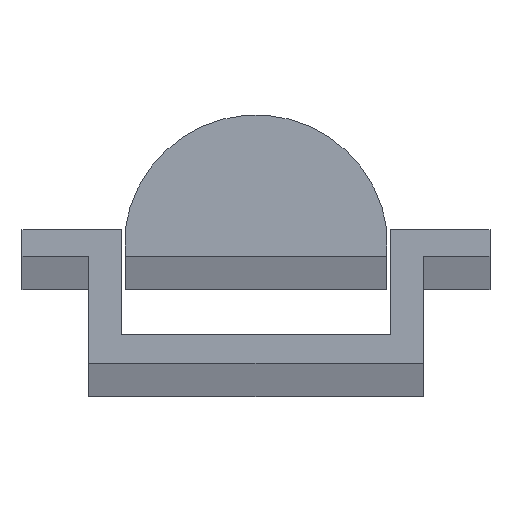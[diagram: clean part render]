
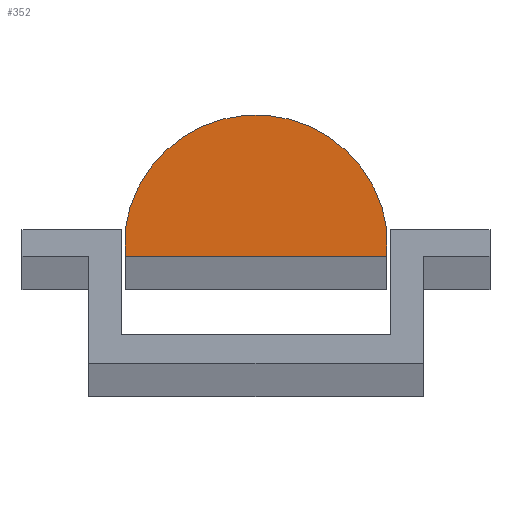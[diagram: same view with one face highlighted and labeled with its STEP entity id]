
A CAD part, top view. The second image highlights one B-rep face of the part: STEP entity #352.
In plain terms, the highlighted planar face has unit normal (0, 0, 1).
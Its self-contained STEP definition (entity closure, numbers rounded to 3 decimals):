
#19=CIRCLE('',#388,6.91);
#25=FACE_OUTER_BOUND('',#45,.T.);
#45=EDGE_LOOP('',(#252,#253,#254,#255));
#63=LINE('',#505,#109);
#66=LINE('',#514,#112);
#68=LINE('',#518,#114);
#109=VECTOR('',#411,10.);
#112=VECTOR('',#420,10.);
#114=VECTOR('',#424,10.);
#153=VERTEX_POINT('',#499);
#155=VERTEX_POINT('',#503);
#158=VERTEX_POINT('',#513);
#159=VERTEX_POINT('',#517);
#187=EDGE_CURVE('',#155,#153,#63,.T.);
#191=EDGE_CURVE('',#158,#153,#66,.T.);
#193=EDGE_CURVE('',#159,#158,#68,.T.);
#195=EDGE_CURVE('',#159,#155,#19,.T.);
#252=ORIENTED_EDGE('',*,*,#195,.F.);
#253=ORIENTED_EDGE('',*,*,#193,.T.);
#254=ORIENTED_EDGE('',*,*,#191,.T.);
#255=ORIENTED_EDGE('',*,*,#187,.F.);
#332=PLANE('',#389);
#352=ADVANCED_FACE('',(#25),#332,.T.);
#388=AXIS2_PLACEMENT_3D('',#521,#428,#429);
#389=AXIS2_PLACEMENT_3D('',#522,#430,#431);
#411=DIRECTION('',(0.,-1.,0.));
#420=DIRECTION('',(1.,0.,0.));
#424=DIRECTION('',(0.,-1.,0.));
#428=DIRECTION('center_axis',(0.,0.,-1.));
#429=DIRECTION('ref_axis',(0.,1.,0.));
#430=DIRECTION('center_axis',(0.,0.,1.));
#431=DIRECTION('ref_axis',(1.,0.,0.));
#499=CARTESIAN_POINT('',(6.85,0.,500.));
#503=CARTESIAN_POINT('',(6.85,1.4,500.));
#505=CARTESIAN_POINT('',(6.85,1.4,500.));
#513=CARTESIAN_POINT('',(-6.85,0.,500.));
#514=CARTESIAN_POINT('',(-6.85,0.,500.));
#517=CARTESIAN_POINT('',(-6.85,1.4,500.));
#518=CARTESIAN_POINT('',(-6.85,1.4,500.));
#521=CARTESIAN_POINT('Origin',(0.,0.49,500.));
#522=CARTESIAN_POINT('Origin',(-3.425,3.7,500.));
